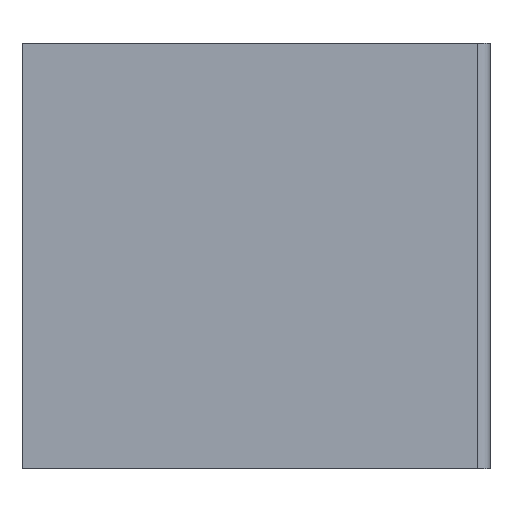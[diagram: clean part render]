
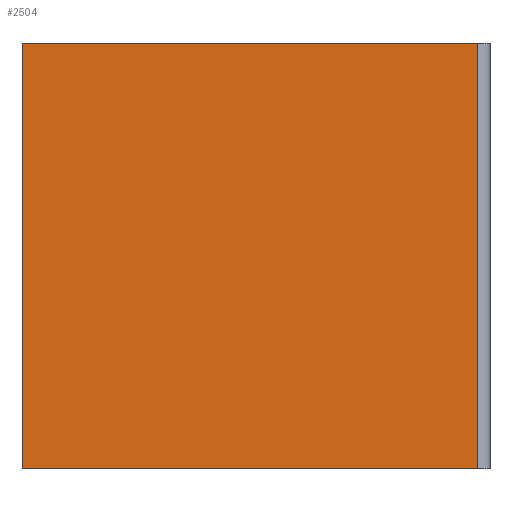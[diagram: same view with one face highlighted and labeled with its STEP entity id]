
A CAD part, left-side view. The second image highlights one B-rep face of the part: STEP entity #2504.
In plain terms, the highlighted planar face has unit normal (-1, 0, 0).
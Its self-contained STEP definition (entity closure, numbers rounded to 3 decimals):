
#36 = VERTEX_POINT ( 'NONE', #2127 ) ;
#54 = ORIENTED_EDGE ( 'NONE', *, *, #2240, .F. ) ;
#115 = CARTESIAN_POINT ( 'NONE',  ( -3., 0.15, -2.5 ) ) ;
#240 = CARTESIAN_POINT ( 'NONE',  ( -3., 0.15, 2.5 ) ) ;
#260 = DIRECTION ( 'NONE',  ( 0., 0., -1. ) ) ;
#343 = FACE_OUTER_BOUND ( 'NONE', #871, .T. ) ;
#355 = VECTOR ( 'NONE', #1099, 1000. ) ;
#603 = CARTESIAN_POINT ( 'NONE',  ( -3., 5.5, -2.5 ) ) ;
#620 = LINE ( 'NONE', #1842, #2938 ) ;
#626 = DIRECTION ( 'NONE',  ( 0., 1., 0. ) ) ;
#745 = EDGE_CURVE ( 'NONE', #1485, #1006, #2302, .T. ) ;
#871 = EDGE_LOOP ( 'NONE', ( #874, #2413, #54, #903 ) ) ;
#874 = ORIENTED_EDGE ( 'NONE', *, *, #2172, .T. ) ;
#903 = ORIENTED_EDGE ( 'NONE', *, *, #1136, .F. ) ;
#1006 = VERTEX_POINT ( 'NONE', #115 ) ;
#1064 = PLANE ( 'NONE',  #1141 ) ;
#1099 = DIRECTION ( 'NONE',  ( 0., -1., 0. ) ) ;
#1136 = EDGE_CURVE ( 'NONE', #36, #2979, #620, .T. ) ;
#1141 = AXIS2_PLACEMENT_3D ( 'NONE', #2027, #2016, #626 ) ;
#1201 = VECTOR ( 'NONE', #260, 1000. ) ;
#1301 = CARTESIAN_POINT ( 'NONE',  ( -3., 5.5, 2.5 ) ) ;
#1485 = VERTEX_POINT ( 'NONE', #603 ) ;
#1570 = LINE ( 'NONE', #1301, #2300 ) ;
#1842 = CARTESIAN_POINT ( 'NONE',  ( -3., 0.15, 2.5 ) ) ;
#2016 = DIRECTION ( 'NONE',  ( 1., 0., 0. ) ) ;
#2027 = CARTESIAN_POINT ( 'NONE',  ( -3., 0.15, 2.5 ) ) ;
#2127 = CARTESIAN_POINT ( 'NONE',  ( -3., 5.5, 2.5 ) ) ;
#2172 = EDGE_CURVE ( 'NONE', #36, #1485, #1570, .T. ) ;
#2240 = EDGE_CURVE ( 'NONE', #2979, #1006, #2412, .T. ) ;
#2300 = VECTOR ( 'NONE', #2530, 1000. ) ;
#2302 = LINE ( 'NONE', #2796, #355 ) ;
#2412 = LINE ( 'NONE', #240, #1201 ) ;
#2413 = ORIENTED_EDGE ( 'NONE', *, *, #745, .T. ) ;
#2504 = ADVANCED_FACE ( 'NONE', ( #343 ), #1064, .F. ) ;
#2530 = DIRECTION ( 'NONE',  ( 0., 0., -1. ) ) ;
#2590 = DIRECTION ( 'NONE',  ( 0., -1., 0. ) ) ;
#2796 = CARTESIAN_POINT ( 'NONE',  ( -3., 0.15, -2.5 ) ) ;
#2938 = VECTOR ( 'NONE', #2590, 1000. ) ;
#2979 = VERTEX_POINT ( 'NONE', #3102 ) ;
#3102 = CARTESIAN_POINT ( 'NONE',  ( -3., 0.15, 2.5 ) ) ;
